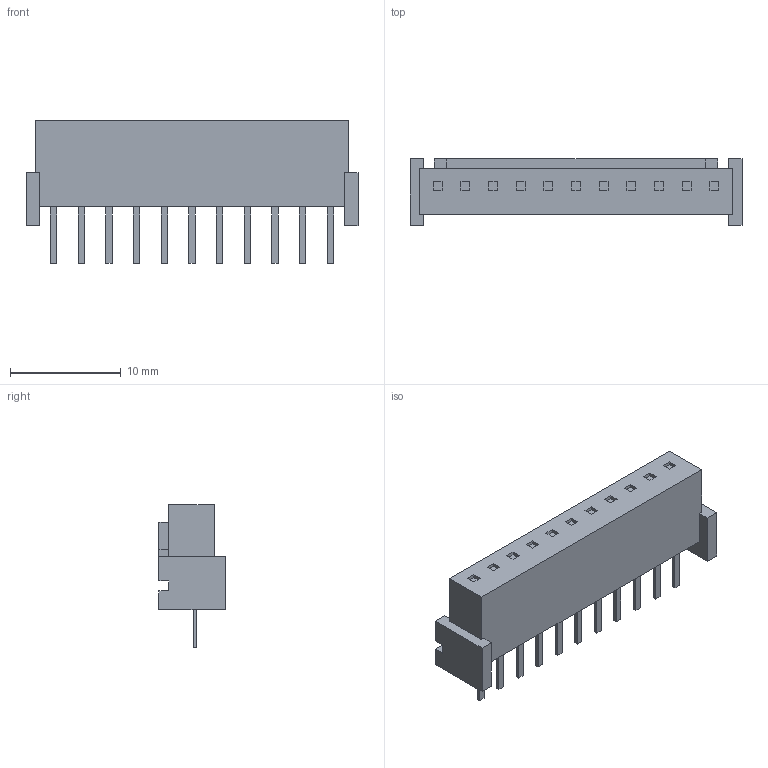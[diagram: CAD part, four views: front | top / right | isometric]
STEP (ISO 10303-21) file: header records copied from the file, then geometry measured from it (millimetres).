
FILE_DESCRIPTION(('FreeCAD Model'),'2;1');
FILE_NAME('11JQ-BT.STEP','2016-04-06T21:15:26',('Author'),(''), 'Open CASCADE STEP processor 6.8','FreeCAD','Unknown');
FILE_SCHEMA(('AUTOMOTIVE_DESIGN_CC2 { 1 2 10303 214 -1 1 5 4 }'));
Length unit declared in the file: millimetre
Products named in the file (1): 11JQ-BT
Bounding box: 30 x 6 x 12.9 mm (x, y, z)
Volume: 1024.7 mm3; surface area: 1016.5 mm2
Topology: 1 solids, 1 shells, 149 faces, 370 edges, 246 vertices
Faces by surface type: plane 149
Entity records: 10194 total; most frequent: CARTESIAN_POINT 1506, DIRECTION 1410, LINE 1110, VECTOR 1110, ORIENTED_EDGE 740, PCURVE 740, DEFINITIONAL_REPRESENTATION 740, EDGE_CURVE 370
